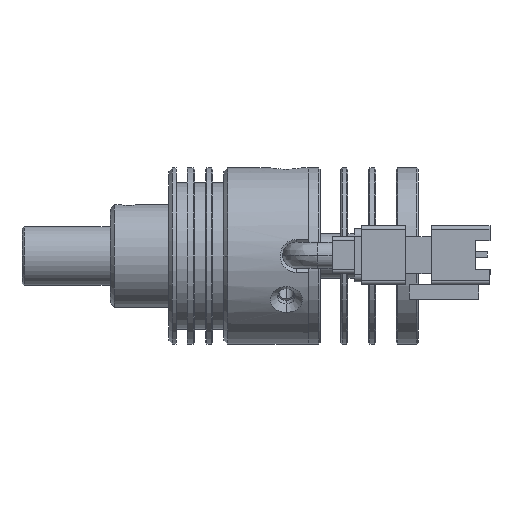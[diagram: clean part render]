
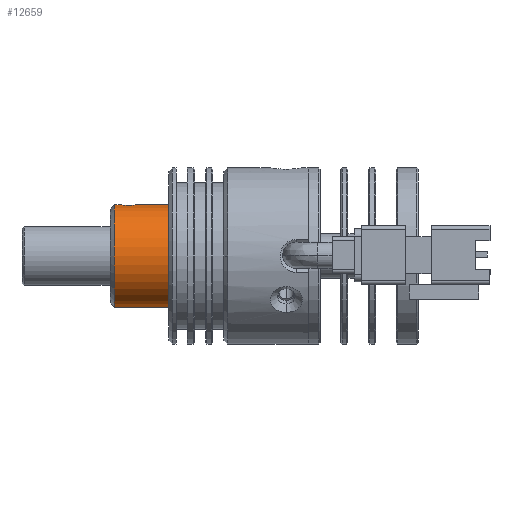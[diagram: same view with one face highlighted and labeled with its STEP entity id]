
A CAD part, left-side view. The second image highlights one B-rep face of the part: STEP entity #12659.
In plain terms, the highlighted cylindrical face has radius 7 mm (diameter 14 mm), a partial arc.
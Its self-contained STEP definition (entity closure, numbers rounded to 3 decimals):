
#233 = DIRECTION ( 'NONE',  ( 0., -1., 0. ) ) ;
#421 = DIRECTION ( 'NONE',  ( 0., 0., -1. ) ) ;
#459 = CARTESIAN_POINT ( 'NONE',  ( 1.483, 8.155, -2.259 ) ) ;
#631 = CARTESIAN_POINT ( 'NONE',  ( 1.576, 9.554, -2.245 ) ) ;
#880 = VERTEX_POINT ( 'NONE', #13637 ) ;
#1415 = DIRECTION ( 'NONE',  ( 0., -1., 0. ) ) ;
#1484 = ORIENTED_EDGE ( 'NONE', *, *, #16388, .T. ) ;
#1874 = CARTESIAN_POINT ( 'NONE',  ( 2.575, 7.535, -2.174 ) ) ;
#1940 = CARTESIAN_POINT ( 'NONE',  ( 1.325, 8.62, -2.287 ) ) ;
#2112 = CARTESIAN_POINT ( 'NONE',  ( 1.945, 9.877, -2.201 ) ) ;
#2946 = LINE ( 'NONE', #5733, #10329 ) ;
#3188 = CARTESIAN_POINT ( 'NONE',  ( 2.575, 10.685, -2.174 ) ) ;
#3204 = ORIENTED_EDGE ( 'NONE', *, *, #4204, .F. ) ;
#3601 = CARTESIAN_POINT ( 'NONE',  ( 2.41, 10.035, -2.174 ) ) ;
#4204 = EDGE_CURVE ( 'NONE', #14887, #14517, #16342, .T. ) ;
#4233 = EDGE_CURVE ( 'NONE', #7044, #880, #8907, .T. ) ;
#4366 = DIRECTION ( 'NONE',  ( 0., -1., 0. ) ) ;
#4388 = B_SPLINE_CURVE_WITH_KNOTS ( 'NONE', 3,
 ( #7963, #16867, #5024, #9442, #631, #10952, #2112, #12463, #3601, #13939 ),
 .UNSPECIFIED., .F., .F.,
 ( 4, 2, 2, 2, 4 ),
 ( 0.002, 0.002, 0.003, 0.003, 0.004 ),
 .UNSPECIFIED. ) ;
#4444 = AXIS2_PLACEMENT_3D ( 'NONE', #14801, #5903, #16301 ) ;
#4547 = EDGE_CURVE ( 'NONE', #8688, #9931, #4388, .T. ) ;
#4988 = VECTOR ( 'NONE', #1415, 1000. ) ;
#5024 = CARTESIAN_POINT ( 'NONE',  ( 1.358, 9.113, -2.28 ) ) ;
#5054 = CYLINDRICAL_SURFACE ( 'NONE', #8573, 7. ) ;
#5666 = CARTESIAN_POINT ( 'NONE',  ( 2.575, 10.035, -2.174 ) ) ;
#5708 = CARTESIAN_POINT ( 'NONE',  ( 2.575, -38.965, -2.174 ) ) ;
#5733 = CARTESIAN_POINT ( 'NONE',  ( 2.575, -38.965, -16.174 ) ) ;
#5903 = DIRECTION ( 'NONE',  ( 0., -1., 0. ) ) ;
#6524 = VECTOR ( 'NONE', #11615, 1000. ) ;
#7044 = VERTEX_POINT ( 'NONE', #3188 ) ;
#7116 = EDGE_CURVE ( 'NONE', #14887, #8688, #12005, .T. ) ;
#7124 = CARTESIAN_POINT ( 'NONE',  ( 2.575, 3.285, -16.174 ) ) ;
#7784 = CARTESIAN_POINT ( 'NONE',  ( 1.945, 7.693, -2.201 ) ) ;
#7963 = CARTESIAN_POINT ( 'NONE',  ( 1.325, 8.785, -2.287 ) ) ;
#8573 = AXIS2_PLACEMENT_3D ( 'NONE', #12178, #233, #18127 ) ;
#8688 = VERTEX_POINT ( 'NONE', #14555 ) ;
#8907 = CIRCLE ( 'NONE', #4444, 7. ) ;
#9067 = ORIENTED_EDGE ( 'NONE', *, *, #4547, .T. ) ;
#9220 = DIRECTION ( 'NONE',  ( 0., 1., 0. ) ) ;
#9258 = CARTESIAN_POINT ( 'NONE',  ( 1.576, 8.016, -2.245 ) ) ;
#9442 = CARTESIAN_POINT ( 'NONE',  ( 1.483, 9.415, -2.259 ) ) ;
#9931 = VERTEX_POINT ( 'NONE', #5666 ) ;
#10329 = VECTOR ( 'NONE', #4366, 1000. ) ;
#10480 = LINE ( 'NONE', #5708, #6524 ) ;
#10714 = CARTESIAN_POINT ( 'NONE',  ( 2.41, 7.535, -2.174 ) ) ;
#10768 = CARTESIAN_POINT ( 'NONE',  ( 1.358, 8.455, -2.28 ) ) ;
#10810 = FACE_OUTER_BOUND ( 'NONE', #15581, .T. ) ;
#10830 = ORIENTED_EDGE ( 'NONE', *, *, #7116, .T. ) ;
#10952 = CARTESIAN_POINT ( 'NONE',  ( 1.806, 9.784, -2.215 ) ) ;
#11266 = EDGE_CURVE ( 'NONE', #880, #17743, #2946, .T. ) ;
#11615 = DIRECTION ( 'NONE',  ( 0., -1., 0. ) ) ;
#11763 = CARTESIAN_POINT ( 'NONE',  ( 2.575, -38.965, -2.174 ) ) ;
#12005 = B_SPLINE_CURVE_WITH_KNOTS ( 'NONE', 3,
 ( #1874, #10714, #16686, #7784, #18159, #9258, #459, #10768, #1940, #12270 ),
 .UNSPECIFIED., .F., .F.,
 ( 4, 2, 2, 2, 4 ),
 ( 0., 0., 0.001, 0.001, 0.002 ),
 .UNSPECIFIED. ) ;
#12178 = CARTESIAN_POINT ( 'NONE',  ( 2.575, -38.965, -9.174 ) ) ;
#12270 = CARTESIAN_POINT ( 'NONE',  ( 1.325, 8.785, -2.287 ) ) ;
#12463 = CARTESIAN_POINT ( 'NONE',  ( 2.245, 10.002, -2.18 ) ) ;
#12575 = ORIENTED_EDGE ( 'NONE', *, *, #15729, .F. ) ;
#12659 = ADVANCED_FACE ( 'NONE', ( #10810 ), #5054, .T. ) ;
#12848 = CIRCLE ( 'NONE', #15484, 7. ) ;
#13335 = ORIENTED_EDGE ( 'NONE', *, *, #4233, .T. ) ;
#13637 = CARTESIAN_POINT ( 'NONE',  ( 2.575, 10.685, -16.174 ) ) ;
#13939 = CARTESIAN_POINT ( 'NONE',  ( 2.575, 10.035, -2.174 ) ) ;
#14517 = VERTEX_POINT ( 'NONE', #17711 ) ;
#14555 = CARTESIAN_POINT ( 'NONE',  ( 1.325, 8.785, -2.287 ) ) ;
#14602 = CARTESIAN_POINT ( 'NONE',  ( 2.575, 7.535, -2.174 ) ) ;
#14801 = CARTESIAN_POINT ( 'NONE',  ( 2.575, 10.685, -9.174 ) ) ;
#14887 = VERTEX_POINT ( 'NONE', #14602 ) ;
#15484 = AXIS2_PLACEMENT_3D ( 'NONE', #18121, #9220, #421 ) ;
#15581 = EDGE_LOOP ( 'NONE', ( #12575, #13335, #18110, #1484, #3204, #10830, #9067 ) ) ;
#15729 = EDGE_CURVE ( 'NONE', #7044, #9931, #10480, .T. ) ;
#16301 = DIRECTION ( 'NONE',  ( 0., 0., -1. ) ) ;
#16342 = LINE ( 'NONE', #11763, #4988 ) ;
#16388 = EDGE_CURVE ( 'NONE', #17743, #14517, #12848, .T. ) ;
#16686 = CARTESIAN_POINT ( 'NONE',  ( 2.247, 7.568, -2.18 ) ) ;
#16867 = CARTESIAN_POINT ( 'NONE',  ( 1.325, 8.95, -2.287 ) ) ;
#17711 = CARTESIAN_POINT ( 'NONE',  ( 2.575, 3.285, -2.174 ) ) ;
#17743 = VERTEX_POINT ( 'NONE', #7124 ) ;
#18110 = ORIENTED_EDGE ( 'NONE', *, *, #11266, .T. ) ;
#18121 = CARTESIAN_POINT ( 'NONE',  ( 2.575, 3.285, -9.174 ) ) ;
#18127 = DIRECTION ( 'NONE',  ( 0., 0., -1. ) ) ;
#18159 = CARTESIAN_POINT ( 'NONE',  ( 1.806, 7.786, -2.215 ) ) ;
